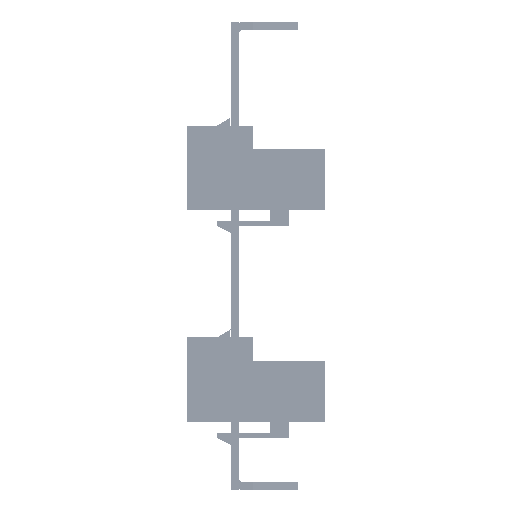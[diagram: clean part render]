
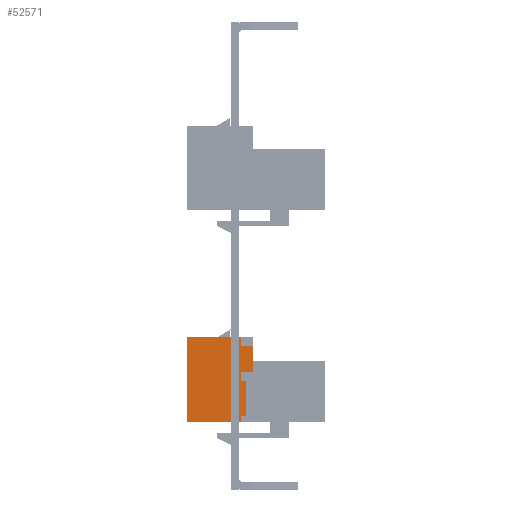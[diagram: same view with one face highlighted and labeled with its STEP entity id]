
A CAD part, left-side view. The second image highlights one B-rep face of the part: STEP entity #52571.
In plain terms, the highlighted face is planar.
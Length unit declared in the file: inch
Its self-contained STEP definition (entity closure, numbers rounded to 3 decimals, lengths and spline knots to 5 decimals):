
#669 = CARTESIAN_POINT ( 'NONE',  ( 0.28543, -0.00787, 0.09449 ) ) ;
#1647 = ORIENTED_EDGE ( 'NONE', *, *, #25080, .F. ) ;
#1655 = ORIENTED_EDGE ( 'NONE', *, *, #57410, .F. ) ;
#2090 = VERTEX_POINT ( 'NONE', #3106 ) ;
#3106 = CARTESIAN_POINT ( 'NONE',  ( 0.28543, 0.31496, 0.49606 ) ) ;
#3490 = CARTESIAN_POINT ( 'NONE',  ( 0.28543, 0.24803, 0.09449 ) ) ;
#3701 = CARTESIAN_POINT ( 'NONE',  ( 0.28543, 0.31496, 0. ) ) ;
#4099 = VERTEX_POINT ( 'NONE', #9324 ) ;
#4158 = VECTOR ( 'NONE', #54306, 39.37008 ) ;
#5676 = ORIENTED_EDGE ( 'NONE', *, *, #7605, .F. ) ;
#6339 = ORIENTED_EDGE ( 'NONE', *, *, #13587, .F. ) ;
#7168 = VERTEX_POINT ( 'NONE', #50704 ) ;
#7605 = EDGE_CURVE ( 'NONE', #57146, #2090, #51646, .T. ) ;
#8197 = VERTEX_POINT ( 'NONE', #32227 ) ;
#9324 = CARTESIAN_POINT ( 'NONE',  ( 0.28543, -0.31496, 0.09449 ) ) ;
#9658 = PLANE ( 'NONE',  #13816 ) ;
#10604 = EDGE_CURVE ( 'NONE', #57146, #4099, #18274, .T. ) ;
#11000 = DIRECTION ( 'NONE',  ( 0., -1., 0. ) ) ;
#11124 = CARTESIAN_POINT ( 'NONE',  ( 0.28543, -0.00787, 0.09449 ) ) ;
#11222 = LINE ( 'NONE', #35900, #37231 ) ;
#11736 = CARTESIAN_POINT ( 'NONE',  ( 0.28543, 0.31496, 0.09449 ) ) ;
#12065 = CARTESIAN_POINT ( 'NONE',  ( 0.28543, -0.00787, 0.05512 ) ) ;
#12665 = LINE ( 'NONE', #54807, #51695 ) ;
#13096 = CARTESIAN_POINT ( 'NONE',  ( 0.28543, -0.26772, 0.09449 ) ) ;
#13574 = VERTEX_POINT ( 'NONE', #11124 ) ;
#13587 = EDGE_CURVE ( 'NONE', #2090, #8197, #11222, .T. ) ;
#13816 = AXIS2_PLACEMENT_3D ( 'NONE', #29082, #43851, #14563 ) ;
#14563 = DIRECTION ( 'NONE',  ( 0., 0., 1. ) ) ;
#16042 = VERTEX_POINT ( 'NONE', #25844 ) ;
#16603 = DIRECTION ( 'NONE',  ( 0., -1., 0. ) ) ;
#17767 = LINE ( 'NONE', #669, #4158 ) ;
#17774 = EDGE_CURVE ( 'NONE', #7168, #43448, #40587, .T. ) ;
#17822 = CARTESIAN_POINT ( 'NONE',  ( 0.28543, -0.26772, 0.05512 ) ) ;
#18195 = DIRECTION ( 'NONE',  ( 0., 0., -1. ) ) ;
#18274 = LINE ( 'NONE', #32893, #55712 ) ;
#19150 = VECTOR ( 'NONE', #46147, 39.37008 ) ;
#19427 = ORIENTED_EDGE ( 'NONE', *, *, #24890, .F. ) ;
#21756 = DIRECTION ( 'NONE',  ( 0., 1., 0. ) ) ;
#22439 = VECTOR ( 'NONE', #16603, 39.37008 ) ;
#23376 = ORIENTED_EDGE ( 'NONE', *, *, #10604, .T. ) ;
#24575 = VERTEX_POINT ( 'NONE', #13096 ) ;
#24890 = EDGE_CURVE ( 'NONE', #13574, #39031, #17767, .T. ) ;
#25077 = EDGE_LOOP ( 'NONE', ( #1647, #6339, #5676, #23376, #1655, #43056, #54387, #19427, #40220, #31182, #43523, #41333 ) ) ;
#25080 = EDGE_CURVE ( 'NONE', #8197, #28095, #61438, .T. ) ;
#25844 = CARTESIAN_POINT ( 'NONE',  ( 0.28543, 0.05512, 0.09449 ) ) ;
#27333 = EDGE_CURVE ( 'NONE', #28095, #43448, #55865, .T. ) ;
#27576 = VECTOR ( 'NONE', #52620, 39.37008 ) ;
#27615 = EDGE_CURVE ( 'NONE', #31743, #24575, #58153, .T. ) ;
#27990 = CARTESIAN_POINT ( 'NONE',  ( 0.28543, 0.05512, 0. ) ) ;
#28095 = VERTEX_POINT ( 'NONE', #39739 ) ;
#28138 = LINE ( 'NONE', #27990, #38092 ) ;
#28320 = VECTOR ( 'NONE', #61199, 39.37008 ) ;
#29082 = CARTESIAN_POINT ( 'NONE',  ( 0.28543, 0.31496, 0.49606 ) ) ;
#29609 = CARTESIAN_POINT ( 'NONE',  ( 0.28543, -0.31496, 0.49606 ) ) ;
#31182 = ORIENTED_EDGE ( 'NONE', *, *, #59501, .F. ) ;
#31743 = VERTEX_POINT ( 'NONE', #17822 ) ;
#32227 = CARTESIAN_POINT ( 'NONE',  ( 0.28543, 0.31496, 0.09449 ) ) ;
#32893 = CARTESIAN_POINT ( 'NONE',  ( 0.28543, -0.31496, 0.49606 ) ) ;
#35069 = CARTESIAN_POINT ( 'NONE',  ( 0.28543, 0.05512, 0.09449 ) ) ;
#35900 = CARTESIAN_POINT ( 'NONE',  ( 0.28543, 0.31496, 0.49606 ) ) ;
#36132 = CARTESIAN_POINT ( 'NONE',  ( 0.28543, 0.24803, 0. ) ) ;
#37231 = VECTOR ( 'NONE', #45727, 39.37008 ) ;
#38092 = VECTOR ( 'NONE', #56635, 39.37008 ) ;
#39031 = VERTEX_POINT ( 'NONE', #12065 ) ;
#39739 = CARTESIAN_POINT ( 'NONE',  ( 0.28543, 0.24803, 0.09449 ) ) ;
#40018 = DIRECTION ( 'NONE',  ( 0., -1., 0. ) ) ;
#40191 = VECTOR ( 'NONE', #21756, 39.37008 ) ;
#40220 = ORIENTED_EDGE ( 'NONE', *, *, #48788, .F. ) ;
#40587 = LINE ( 'NONE', #3701, #27576 ) ;
#41245 = CARTESIAN_POINT ( 'NONE',  ( 0.28543, -0.26772, 0.05512 ) ) ;
#41333 = ORIENTED_EDGE ( 'NONE', *, *, #27333, .F. ) ;
#42882 = LINE ( 'NONE', #46258, #28320 ) ;
#42914 = VECTOR ( 'NONE', #18195, 39.37008 ) ;
#43056 = ORIENTED_EDGE ( 'NONE', *, *, #27615, .F. ) ;
#43448 = VERTEX_POINT ( 'NONE', #36132 ) ;
#43523 = ORIENTED_EDGE ( 'NONE', *, *, #17774, .T. ) ;
#43851 = DIRECTION ( 'NONE',  ( -1., 0., 0. ) ) ;
#45727 = DIRECTION ( 'NONE',  ( 0., 0., -1. ) ) ;
#46147 = DIRECTION ( 'NONE',  ( 0., 0., 1. ) ) ;
#46258 = CARTESIAN_POINT ( 'NONE',  ( 0.28543, -0.26772, 0.09449 ) ) ;
#47657 = DIRECTION ( 'NONE',  ( 0., 0., -1. ) ) ;
#48788 = EDGE_CURVE ( 'NONE', #16042, #13574, #61755, .T. ) ;
#50704 = CARTESIAN_POINT ( 'NONE',  ( 0.28543, 0.05512, 0. ) ) ;
#51064 = CARTESIAN_POINT ( 'NONE',  ( 0.28543, 0.31496, 0.49606 ) ) ;
#51490 = FACE_OUTER_BOUND ( 'NONE', #25077, .T. ) ;
#51646 = LINE ( 'NONE', #51064, #40191 ) ;
#51695 = VECTOR ( 'NONE', #11000, 39.37008 ) ;
#52571 = ADVANCED_FACE ( 'NONE', ( #51490 ), #9658, .F. ) ;
#52620 = DIRECTION ( 'NONE',  ( 0., 1., 0. ) ) ;
#54306 = DIRECTION ( 'NONE',  ( 0., 0., -1. ) ) ;
#54387 = ORIENTED_EDGE ( 'NONE', *, *, #61203, .F. ) ;
#54807 = CARTESIAN_POINT ( 'NONE',  ( 0.28543, -0.00787, 0.05512 ) ) ;
#55712 = VECTOR ( 'NONE', #47657, 39.37008 ) ;
#55865 = LINE ( 'NONE', #3490, #42914 ) ;
#56635 = DIRECTION ( 'NONE',  ( 0., 0., 1. ) ) ;
#57146 = VERTEX_POINT ( 'NONE', #29609 ) ;
#57410 = EDGE_CURVE ( 'NONE', #24575, #4099, #42882, .T. ) ;
#58153 = LINE ( 'NONE', #41245, #19150 ) ;
#59501 = EDGE_CURVE ( 'NONE', #7168, #16042, #28138, .T. ) ;
#60201 = VECTOR ( 'NONE', #40018, 39.37008 ) ;
#61199 = DIRECTION ( 'NONE',  ( 0., -1., 0. ) ) ;
#61203 = EDGE_CURVE ( 'NONE', #39031, #31743, #12665, .T. ) ;
#61438 = LINE ( 'NONE', #11736, #22439 ) ;
#61755 = LINE ( 'NONE', #35069, #60201 ) ;
